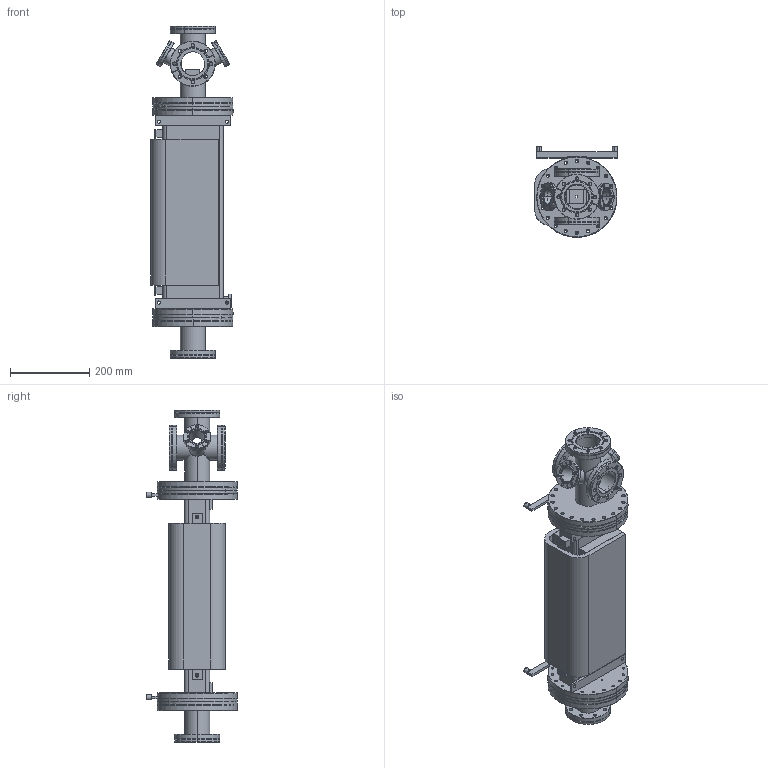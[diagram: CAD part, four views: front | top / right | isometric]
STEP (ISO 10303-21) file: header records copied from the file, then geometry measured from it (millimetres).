
FILE_DESCRIPTION (( 'STEP AP214' ), '1' );
FILE_NAME ('DP-3.0-CUSTOMER_VERSION.STEP', '2016-10-31T21:20:38', ( '' ), ( '' ), 'SwSTEP 2.0', 'SolidWorks 2014', '' );
FILE_SCHEMA (( 'AUTOMOTIVE_DESIGN' ));
Length unit declared in the file: inch
Products named in the file (27): 8in NippleFlange 100625_800-250N; Magnet Frame 100629; Target_Socket 100622; dp text; VAC-PMP-CROSS-1; VAC-PMP-NIPPLE-1; Cross 4.50 RotFlange w 2.5inHole_F04500000RCE; 8in CrossFlange 100625_F08000000NC4; AntlerAssy 100623; 1.33CFFlangeOnTube 100623_Q3289002; F04500000RCE_Q3233_101; 8in Flange 100622_F08000000NT4; Cross Tube Shell 100628; DUMMY_ELEMENT; VAC-PMP-BODY-3.X; 275 NR Flange with 1.625 hole 100628; Enclosed Magnet 100629; F04500000RCE_Q3234_001; DUMMY_THROTTLE; Body_Tube 100622; Attachment_Bar 100622; DP-3.0 Magnet Assy 100629; Antler_Bar 100622; DP-3.0-CUSTOMER_VERSION; 2.5 in Dia Nipple Tube 100625; Nipple 4.50 RotFlange w 2.5inHole_F04500000RCE; Support_Block 100622
Assembly tree (38 placements, depth 4):
  DP-3.0-CUSTOMER_VERSION
    VAC-PMP-BODY-3.X
      Body_Tube 100622
      8in Flange 100622_F08000000NT4  x2
      AntlerAssy 100623  x2
        Antler_Bar 100622
        Target_Socket 100622
      1.33CFFlangeOnTube 100623_Q3289002
      Attachment_Bar 100622  x2
      Support_Block 100622  x2
    DUMMY_ELEMENT
    DUMMY_THROTTLE  x2
    VAC-PMP-CROSS-1
      Cross Tube Shell 100628
      8in CrossFlange 100625_F08000000NC4
      Cross 4.50 RotFlange w 2.5inHole_F04500000RCE  x3
        F04500000RCE_Q3233_101
        F04500000RCE_Q3234_001
      275 NR Flange with 1.625 hole 100628  x2
    VAC-PMP-NIPPLE-1
      2.5 in Dia Nipple Tube 100625
      8in NippleFlange 100625_800-250N
      Nipple 4.50 RotFlange w 2.5inHole_F04500000RCE
        F04500000RCE_Q3233_101
        F04500000RCE_Q3234_001
    DP-3.0 Magnet Assy 100629
      Magnet Frame 100629
      Enclosed Magnet 100629  x2
      dp text
Bounding box: 207.65 x 228.24 x 838.2 mm (x, y, z)
Volume: 11720423 mm3; surface area: 2058777.5 mm2
Topology: 65 solids, 65 shells, 1805 faces, 4445 edges, 2782 vertices
Faces by surface type: cylinder 577, plane 538, cone 396, bspline 192, torus 86, sphere 16
Entity records: 50139 total; most frequent: CARTESIAN_POINT 19017, ORIENTED_EDGE 6186, DIRECTION 5794, EDGE_CURVE 3093, AXIS2_PLACEMENT_3D 2099, VERTEX_POINT 1959, VECTOR 1596, LINE 1596
